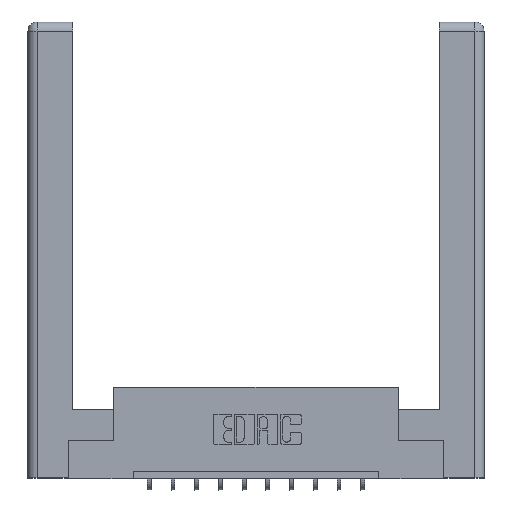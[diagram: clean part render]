
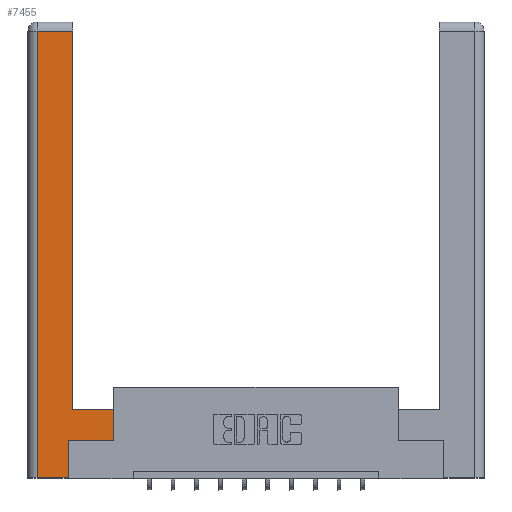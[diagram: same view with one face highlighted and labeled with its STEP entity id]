
A CAD part, top view. The second image highlights one B-rep face of the part: STEP entity #7455.
In plain terms, the highlighted planar face has unit normal (0, 0, 1).
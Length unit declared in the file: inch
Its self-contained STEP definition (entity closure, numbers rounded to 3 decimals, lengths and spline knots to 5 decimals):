
#255 = CARTESIAN_POINT ( 'NONE',  ( 0.265, 0.245, 0. ) ) ;
#343 = DIRECTION ( 'NONE',  ( 0., -1., 0. ) ) ;
#392 = FACE_OUTER_BOUND ( 'NONE', #11418, .T. ) ;
#844 = CARTESIAN_POINT ( 'NONE',  ( 0.565, 0.45, 0. ) ) ;
#1165 = EDGE_CURVE ( 'NONE', #5486, #5419, #11245, .T. ) ;
#1394 = DIRECTION ( 'NONE',  ( -1., 0., 0. ) ) ;
#1431 = CARTESIAN_POINT ( 'NONE',  ( 0.0615, 0., 0. ) ) ;
#1459 = CARTESIAN_POINT ( 'NONE',  ( 0.0615, 0., 0. ) ) ;
#1620 = ORIENTED_EDGE ( 'NONE', *, *, #2463, .T. ) ;
#1772 = DIRECTION ( 'NONE',  ( 1., 0., 0. ) ) ;
#2082 = CARTESIAN_POINT ( 'NONE',  ( 0.295, 0.45, 0. ) ) ;
#2329 = ORIENTED_EDGE ( 'NONE', *, *, #13757, .T. ) ;
#2332 = VERTEX_POINT ( 'NONE', #8806 ) ;
#2463 = EDGE_CURVE ( 'NONE', #5419, #8857, #5994, .T. ) ;
#3124 = VERTEX_POINT ( 'NONE', #11381 ) ;
#3699 = VECTOR ( 'NONE', #343, 39.37008 ) ;
#3900 = CARTESIAN_POINT ( 'NONE',  ( 0.265, 0.245, 0. ) ) ;
#4407 = EDGE_CURVE ( 'NONE', #3124, #5486, #9599, .T. ) ;
#4985 = CARTESIAN_POINT ( 'NONE',  ( 0.265, 0., 0. ) ) ;
#5107 = DIRECTION ( 'NONE',  ( -1., 0., 0. ) ) ;
#5154 = EDGE_CURVE ( 'NONE', #2332, #3124, #10948, .T. ) ;
#5382 = CARTESIAN_POINT ( 'NONE',  ( 0.565, 0.245, 0. ) ) ;
#5419 = VERTEX_POINT ( 'NONE', #13312 ) ;
#5486 = VERTEX_POINT ( 'NONE', #1431 ) ;
#5892 = VECTOR ( 'NONE', #7510, 39.37008 ) ;
#5994 = LINE ( 'NONE', #255, #9300 ) ;
#6012 = DIRECTION ( 'NONE',  ( 0., 0., -1. ) ) ;
#6082 = DIRECTION ( 'NONE',  ( 1., 0., 0. ) ) ;
#6529 = DIRECTION ( 'NONE',  ( -1., 0., 0. ) ) ;
#7024 = CARTESIAN_POINT ( 'NONE',  ( 0., 0., 0. ) ) ;
#7230 = CARTESIAN_POINT ( 'NONE',  ( 0.0615, 2.94, 0. ) ) ;
#7431 = VECTOR ( 'NONE', #6082, 39.37008 ) ;
#7455 = ADVANCED_FACE ( 'NONE', ( #392 ), #13602, .F. ) ;
#7487 = DIRECTION ( 'NONE',  ( 0., 1., 0. ) ) ;
#7510 = DIRECTION ( 'NONE',  ( 0., 1., 0. ) ) ;
#7682 = EDGE_CURVE ( 'NONE', #9063, #2332, #13008, .T. ) ;
#7716 = CARTESIAN_POINT ( 'NONE',  ( 0.295, 0.45, 0. ) ) ;
#7959 = ORIENTED_EDGE ( 'NONE', *, *, #9499, .T. ) ;
#8415 = VERTEX_POINT ( 'NONE', #5382 ) ;
#8656 = ORIENTED_EDGE ( 'NONE', *, *, #7682, .T. ) ;
#8806 = CARTESIAN_POINT ( 'NONE',  ( 0.295, 2.94, 0. ) ) ;
#8857 = VERTEX_POINT ( 'NONE', #3900 ) ;
#8942 = CARTESIAN_POINT ( 'NONE',  ( 0.565, 0.45, 0. ) ) ;
#9063 = VERTEX_POINT ( 'NONE', #7716 ) ;
#9284 = LINE ( 'NONE', #2082, #12746 ) ;
#9300 = VECTOR ( 'NONE', #13396, 39.37008 ) ;
#9499 = EDGE_CURVE ( 'NONE', #8857, #8415, #10379, .T. ) ;
#9599 = LINE ( 'NONE', #1459, #3699 ) ;
#9626 = VECTOR ( 'NONE', #7487, 39.37008 ) ;
#10347 = ORIENTED_EDGE ( 'NONE', *, *, #1165, .T. ) ;
#10379 = LINE ( 'NONE', #11740, #12093 ) ;
#10948 = LINE ( 'NONE', #7230, #13364 ) ;
#11097 = ORIENTED_EDGE ( 'NONE', *, *, #4407, .T. ) ;
#11245 = LINE ( 'NONE', #4985, #7431 ) ;
#11381 = CARTESIAN_POINT ( 'NONE',  ( 0.0615, 2.94, 0. ) ) ;
#11418 = EDGE_LOOP ( 'NONE', ( #8656, #14102, #11097, #10347, #1620, #7959, #13421, #2329 ) ) ;
#11740 = CARTESIAN_POINT ( 'NONE',  ( 0.565, 0.245, 0. ) ) ;
#12093 = VECTOR ( 'NONE', #1772, 39.37008 ) ;
#12746 = VECTOR ( 'NONE', #6529, 39.37008 ) ;
#13008 = LINE ( 'NONE', #13025, #5892 ) ;
#13025 = CARTESIAN_POINT ( 'NONE',  ( 0.295, 3., 0. ) ) ;
#13312 = CARTESIAN_POINT ( 'NONE',  ( 0.265, 0., 0. ) ) ;
#13364 = VECTOR ( 'NONE', #5107, 39.37008 ) ;
#13396 = DIRECTION ( 'NONE',  ( 0., 1., 0. ) ) ;
#13421 = ORIENTED_EDGE ( 'NONE', *, *, #13800, .T. ) ;
#13592 = LINE ( 'NONE', #844, #9626 ) ;
#13602 = PLANE ( 'NONE',  #14293 ) ;
#13757 = EDGE_CURVE ( 'NONE', #13911, #9063, #9284, .T. ) ;
#13800 = EDGE_CURVE ( 'NONE', #8415, #13911, #13592, .T. ) ;
#13911 = VERTEX_POINT ( 'NONE', #8942 ) ;
#14102 = ORIENTED_EDGE ( 'NONE', *, *, #5154, .T. ) ;
#14293 = AXIS2_PLACEMENT_3D ( 'NONE', #7024, #6012, #1394 ) ;
